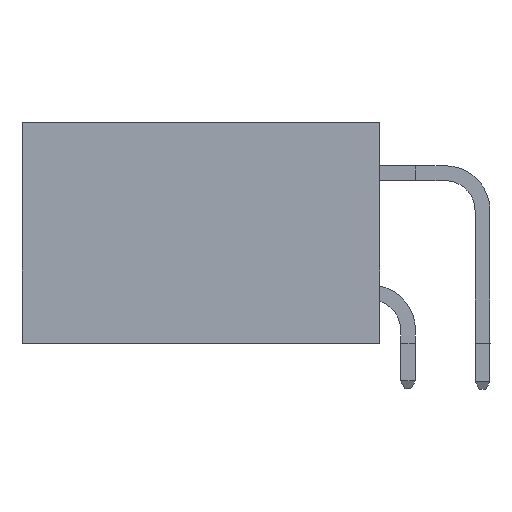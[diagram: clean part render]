
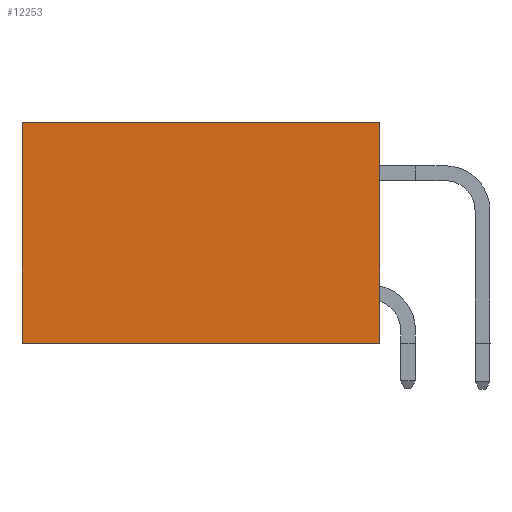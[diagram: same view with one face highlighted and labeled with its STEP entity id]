
A CAD part, left-side view. The second image highlights one B-rep face of the part: STEP entity #12253.
In plain terms, the highlighted planar face has unit normal (-1, 0, 0).
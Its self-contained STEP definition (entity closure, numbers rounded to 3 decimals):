
#617=PLANE('',#12988);
#1123=FACE_OUTER_BOUND('',#1744,.T.);
#1744=EDGE_LOOP('',(#10802,#10803,#10804,#10805));
#1939=LINE('',#16624,#3478);
#2365=LINE('',#17547,#3904);
#2619=LINE('',#18049,#4158);
#2624=LINE('',#18057,#4163);
#3478=VECTOR('',#13371,1000.);
#3904=VECTOR('',#13981,1000.);
#4158=VECTOR('',#14307,1000.);
#4163=VECTOR('',#14314,1000.);
#5252=VERTEX_POINT('',#16621);
#5253=VERTEX_POINT('',#16623);
#5658=VERTEX_POINT('',#17545);
#5870=VERTEX_POINT('',#18047);
#6435=EDGE_CURVE('',#5253,#5252,#1939,.T.);
#6888=EDGE_CURVE('',#5252,#5658,#2365,.T.);
#7148=EDGE_CURVE('',#5870,#5658,#2619,.T.);
#7153=EDGE_CURVE('',#5253,#5870,#2624,.T.);
#10802=ORIENTED_EDGE('',*,*,#6888,.T.);
#10803=ORIENTED_EDGE('',*,*,#7148,.F.);
#10804=ORIENTED_EDGE('',*,*,#7153,.F.);
#10805=ORIENTED_EDGE('',*,*,#6435,.T.);
#12253=ADVANCED_FACE('',(#1123),#617,.F.);
#12988=AXIS2_PLACEMENT_3D('',#19221,#15572,#15573);
#13371=DIRECTION('',(0.,1.,0.));
#13981=DIRECTION('',(0.,0.,-1.));
#14307=DIRECTION('',(0.,1.,0.));
#14314=DIRECTION('',(0.,0.,-1.));
#15572=DIRECTION('center_axis',(1.,0.,0.));
#15573=DIRECTION('ref_axis',(0.,0.,-1.));
#16621=CARTESIAN_POINT('',(7.303,15.24,0.));
#16623=CARTESIAN_POINT('',(7.303,0.,0.));
#16624=CARTESIAN_POINT('',(7.303,0.,0.));
#17545=CARTESIAN_POINT('',(7.303,15.24,-9.398));
#17547=CARTESIAN_POINT('',(7.303,15.24,0.));
#18047=CARTESIAN_POINT('',(7.303,0.,-9.398));
#18049=CARTESIAN_POINT('',(7.303,0.,-9.398));
#18057=CARTESIAN_POINT('',(7.303,0.,0.));
#19221=CARTESIAN_POINT('Origin',(7.303,0.,0.));
